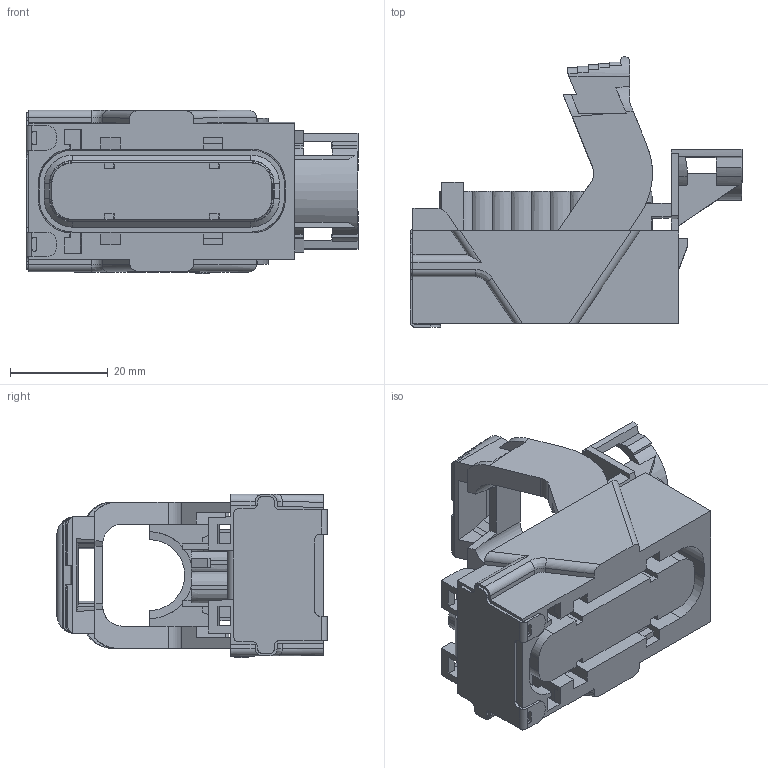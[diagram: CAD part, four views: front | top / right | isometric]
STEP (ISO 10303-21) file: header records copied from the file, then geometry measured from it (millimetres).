
FILE_DESCRIPTION(/* description */ (''),/* implementation_level */ '2;1');
FILE_NAME(/* name */ '13976573-ENV10_02-CONN.stp',/* time_stamp */ '2024-01-24T14:08:34+08:00',/* author */ (''),/* organization */ (''),/* preprocessor_version */ 'ST-DEVELOPER v16',/* originating_system */ 'SIEMENS PLM Software NX 11.0',/* authorisation */ '');
FILE_SCHEMA (('AUTOMOTIVE_DESIGN { 1 0 10303 214 3 1 1 1 }'));
Length unit declared in the file: millimetre
Products named in the file (1): 13976573-ENV10_02-CONN
Bounding box: 68 x 55.41 x 33.58 mm (x, y, z)
Volume: 36508.4 mm3; surface area: 17976.3 mm2
Topology: 1 solids, 1 shells, 569 faces, 1678 edges, 1105 vertices
Faces by surface type: plane 398, cylinder 128, cone 34, bspline 7, extrusion 2
Full cylindrical faces by diameter (mm): 3 x1
Entity records: 19397 total; most frequent: CARTESIAN_POINT 3954, ORIENTED_EDGE 3352, DIRECTION 3115, EDGE_CURVE 1676, VECTOR 1235, LINE 1233, VERTEX_POINT 1104, AXIS2_PLACEMENT_3D 940
